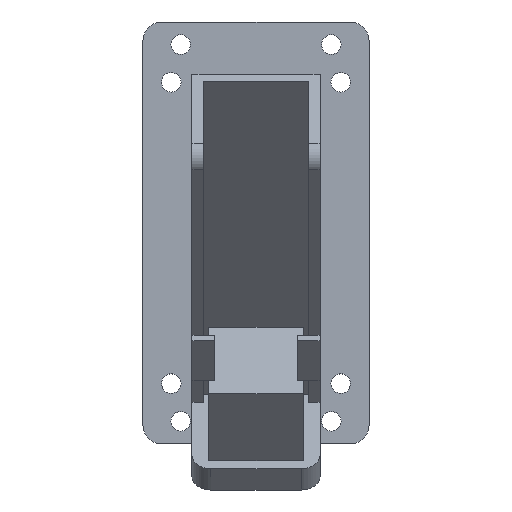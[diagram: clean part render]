
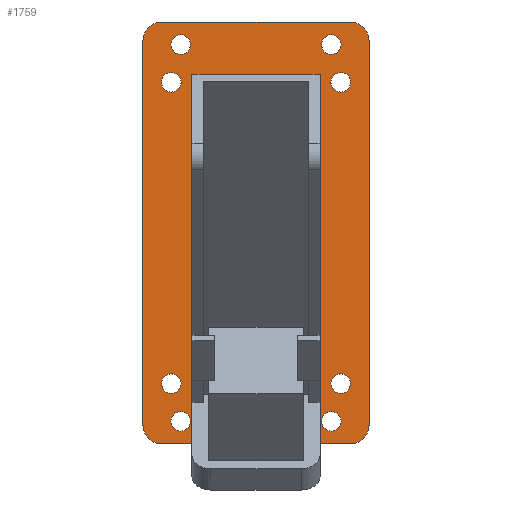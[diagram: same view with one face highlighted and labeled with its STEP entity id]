
A CAD part, top view. The second image highlights one B-rep face of the part: STEP entity #1759.
In plain terms, the highlighted planar face has unit normal (0, 0, 1).
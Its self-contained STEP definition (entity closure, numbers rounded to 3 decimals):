
#1759 = ADVANCED_FACE('',(#1760,#1830,#1841,#1852,#1863,#1874,#1885,
    #1896,#1930,#1941),#1952,.T.);
#1760 = FACE_BOUND('',#1761,.T.);
#1761 = EDGE_LOOP('',(#1762,#1772,#1781,#1789,#1798,#1806,#1815,#1823));
#1762 = ORIENTED_EDGE('',*,*,#1763,.F.);
#1763 = EDGE_CURVE('',#1764,#1766,#1768,.T.);
#1764 = VERTEX_POINT('',#1765);
#1765 = CARTESIAN_POINT('',(-56.,-25.,-20.));
#1766 = VERTEX_POINT('',#1767);
#1767 = CARTESIAN_POINT('',(-56.,25.,-20.));
#1768 = LINE('',#1769,#1770);
#1769 = CARTESIAN_POINT('',(-56.,-30.,-20.));
#1770 = VECTOR('',#1771,1.);
#1771 = DIRECTION('',(0.,1.,0.));
#1772 = ORIENTED_EDGE('',*,*,#1773,.T.);
#1773 = EDGE_CURVE('',#1764,#1774,#1776,.T.);
#1774 = VERTEX_POINT('',#1775);
#1775 = CARTESIAN_POINT('',(-51.,-30.,-20.));
#1776 = CIRCLE('',#1777,5.);
#1777 = AXIS2_PLACEMENT_3D('',#1778,#1779,#1780);
#1778 = CARTESIAN_POINT('',(-51.,-25.,-20.));
#1779 = DIRECTION('',(0.,-0.,1.));
#1780 = DIRECTION('',(0.,1.,0.));
#1781 = ORIENTED_EDGE('',*,*,#1782,.F.);
#1782 = EDGE_CURVE('',#1783,#1774,#1785,.T.);
#1783 = VERTEX_POINT('',#1784);
#1784 = CARTESIAN_POINT('',(51.,-30.,-20.));
#1785 = LINE('',#1786,#1787);
#1786 = CARTESIAN_POINT('',(56.,-30.,-20.));
#1787 = VECTOR('',#1788,1.);
#1788 = DIRECTION('',(-1.,0.,0.));
#1789 = ORIENTED_EDGE('',*,*,#1790,.T.);
#1790 = EDGE_CURVE('',#1783,#1791,#1793,.T.);
#1791 = VERTEX_POINT('',#1792);
#1792 = CARTESIAN_POINT('',(56.,-25.,-20.));
#1793 = CIRCLE('',#1794,5.);
#1794 = AXIS2_PLACEMENT_3D('',#1795,#1796,#1797);
#1795 = CARTESIAN_POINT('',(51.,-25.,-20.));
#1796 = DIRECTION('',(0.,-0.,1.));
#1797 = DIRECTION('',(0.,1.,0.));
#1798 = ORIENTED_EDGE('',*,*,#1799,.F.);
#1799 = EDGE_CURVE('',#1800,#1791,#1802,.T.);
#1800 = VERTEX_POINT('',#1801);
#1801 = CARTESIAN_POINT('',(56.,25.,-20.));
#1802 = LINE('',#1803,#1804);
#1803 = CARTESIAN_POINT('',(56.,30.,-20.));
#1804 = VECTOR('',#1805,1.);
#1805 = DIRECTION('',(0.,-1.,0.));
#1806 = ORIENTED_EDGE('',*,*,#1807,.F.);
#1807 = EDGE_CURVE('',#1808,#1800,#1810,.T.);
#1808 = VERTEX_POINT('',#1809);
#1809 = CARTESIAN_POINT('',(51.,30.,-20.));
#1810 = CIRCLE('',#1811,5.);
#1811 = AXIS2_PLACEMENT_3D('',#1812,#1813,#1814);
#1812 = CARTESIAN_POINT('',(51.,25.,-20.));
#1813 = DIRECTION('',(0.,0.,-1.));
#1814 = DIRECTION('',(0.,1.,0.));
#1815 = ORIENTED_EDGE('',*,*,#1816,.F.);
#1816 = EDGE_CURVE('',#1817,#1808,#1819,.T.);
#1817 = VERTEX_POINT('',#1818);
#1818 = CARTESIAN_POINT('',(-51.,30.,-20.));
#1819 = LINE('',#1820,#1821);
#1820 = CARTESIAN_POINT('',(-56.,30.,-20.));
#1821 = VECTOR('',#1822,1.);
#1822 = DIRECTION('',(1.,0.,0.));
#1823 = ORIENTED_EDGE('',*,*,#1824,.F.);
#1824 = EDGE_CURVE('',#1766,#1817,#1825,.T.);
#1825 = CIRCLE('',#1826,5.);
#1826 = AXIS2_PLACEMENT_3D('',#1827,#1828,#1829);
#1827 = CARTESIAN_POINT('',(-51.,25.,-20.));
#1828 = DIRECTION('',(0.,0.,-1.));
#1829 = DIRECTION('',(0.,1.,0.));
#1830 = FACE_BOUND('',#1831,.T.);
#1831 = EDGE_LOOP('',(#1832));
#1832 = ORIENTED_EDGE('',*,*,#1833,.T.);
#1833 = EDGE_CURVE('',#1834,#1834,#1836,.T.);
#1834 = VERTEX_POINT('',#1835);
#1835 = CARTESIAN_POINT('',(52.6,-20.,-20.));
#1836 = CIRCLE('',#1837,2.6);
#1837 = AXIS2_PLACEMENT_3D('',#1838,#1839,#1840);
#1838 = CARTESIAN_POINT('',(50.,-20.,-20.));
#1839 = DIRECTION('',(0.,0.,-1.));
#1840 = DIRECTION('',(1.,0.,0.));
#1841 = FACE_BOUND('',#1842,.T.);
#1842 = EDGE_LOOP('',(#1843));
#1843 = ORIENTED_EDGE('',*,*,#1844,.T.);
#1844 = EDGE_CURVE('',#1845,#1845,#1847,.T.);
#1845 = VERTEX_POINT('',#1846);
#1846 = CARTESIAN_POINT('',(42.6,-22.5,-20.));
#1847 = CIRCLE('',#1848,2.6);
#1848 = AXIS2_PLACEMENT_3D('',#1849,#1850,#1851);
#1849 = CARTESIAN_POINT('',(40.,-22.5,-20.));
#1850 = DIRECTION('',(0.,0.,-1.));
#1851 = DIRECTION('',(1.,0.,0.));
#1852 = FACE_BOUND('',#1853,.T.);
#1853 = EDGE_LOOP('',(#1854));
#1854 = ORIENTED_EDGE('',*,*,#1855,.T.);
#1855 = EDGE_CURVE('',#1856,#1856,#1858,.T.);
#1856 = VERTEX_POINT('',#1857);
#1857 = CARTESIAN_POINT('',(52.6,20.,-20.));
#1858 = CIRCLE('',#1859,2.6);
#1859 = AXIS2_PLACEMENT_3D('',#1860,#1861,#1862);
#1860 = CARTESIAN_POINT('',(50.,20.,-20.));
#1861 = DIRECTION('',(0.,0.,-1.));
#1862 = DIRECTION('',(1.,0.,0.));
#1863 = FACE_BOUND('',#1864,.T.);
#1864 = EDGE_LOOP('',(#1865));
#1865 = ORIENTED_EDGE('',*,*,#1866,.T.);
#1866 = EDGE_CURVE('',#1867,#1867,#1869,.T.);
#1867 = VERTEX_POINT('',#1868);
#1868 = CARTESIAN_POINT('',(42.6,22.5,-20.));
#1869 = CIRCLE('',#1870,2.6);
#1870 = AXIS2_PLACEMENT_3D('',#1871,#1872,#1873);
#1871 = CARTESIAN_POINT('',(40.,22.5,-20.));
#1872 = DIRECTION('',(0.,0.,-1.));
#1873 = DIRECTION('',(1.,0.,0.));
#1874 = FACE_BOUND('',#1875,.T.);
#1875 = EDGE_LOOP('',(#1876));
#1876 = ORIENTED_EDGE('',*,*,#1877,.T.);
#1877 = EDGE_CURVE('',#1878,#1878,#1880,.T.);
#1878 = VERTEX_POINT('',#1879);
#1879 = CARTESIAN_POINT('',(-37.4,-22.5,-20.));
#1880 = CIRCLE('',#1881,2.6);
#1881 = AXIS2_PLACEMENT_3D('',#1882,#1883,#1884);
#1882 = CARTESIAN_POINT('',(-40.,-22.5,-20.));
#1883 = DIRECTION('',(0.,0.,-1.));
#1884 = DIRECTION('',(1.,0.,0.));
#1885 = FACE_BOUND('',#1886,.T.);
#1886 = EDGE_LOOP('',(#1887));
#1887 = ORIENTED_EDGE('',*,*,#1888,.T.);
#1888 = EDGE_CURVE('',#1889,#1889,#1891,.T.);
#1889 = VERTEX_POINT('',#1890);
#1890 = CARTESIAN_POINT('',(-47.4,-20.,-20.));
#1891 = CIRCLE('',#1892,2.6);
#1892 = AXIS2_PLACEMENT_3D('',#1893,#1894,#1895);
#1893 = CARTESIAN_POINT('',(-50.,-20.,-20.));
#1894 = DIRECTION('',(0.,0.,-1.));
#1895 = DIRECTION('',(1.,0.,0.));
#1896 = FACE_BOUND('',#1897,.T.);
#1897 = EDGE_LOOP('',(#1898,#1908,#1916,#1924));
#1898 = ORIENTED_EDGE('',*,*,#1899,.F.);
#1899 = EDGE_CURVE('',#1900,#1902,#1904,.T.);
#1900 = VERTEX_POINT('',#1901);
#1901 = CARTESIAN_POINT('',(-42.,17.,-20.));
#1902 = VERTEX_POINT('',#1903);
#1903 = CARTESIAN_POINT('',(-42.,-17.,-20.));
#1904 = LINE('',#1905,#1906);
#1905 = CARTESIAN_POINT('',(-42.,17.,-20.));
#1906 = VECTOR('',#1907,1.);
#1907 = DIRECTION('',(0.,-1.,0.));
#1908 = ORIENTED_EDGE('',*,*,#1909,.F.);
#1909 = EDGE_CURVE('',#1910,#1900,#1912,.T.);
#1910 = VERTEX_POINT('',#1911);
#1911 = CARTESIAN_POINT('',(42.,17.,-20.));
#1912 = LINE('',#1913,#1914);
#1913 = CARTESIAN_POINT('',(42.,17.,-20.));
#1914 = VECTOR('',#1915,1.);
#1915 = DIRECTION('',(-1.,0.,0.));
#1916 = ORIENTED_EDGE('',*,*,#1917,.F.);
#1917 = EDGE_CURVE('',#1918,#1910,#1920,.T.);
#1918 = VERTEX_POINT('',#1919);
#1919 = CARTESIAN_POINT('',(42.,-17.,-20.));
#1920 = LINE('',#1921,#1922);
#1921 = CARTESIAN_POINT('',(42.,-17.,-20.));
#1922 = VECTOR('',#1923,1.);
#1923 = DIRECTION('',(0.,1.,0.));
#1924 = ORIENTED_EDGE('',*,*,#1925,.F.);
#1925 = EDGE_CURVE('',#1902,#1918,#1926,.T.);
#1926 = LINE('',#1927,#1928);
#1927 = CARTESIAN_POINT('',(-42.,-17.,-20.));
#1928 = VECTOR('',#1929,1.);
#1929 = DIRECTION('',(1.,0.,0.));
#1930 = FACE_BOUND('',#1931,.T.);
#1931 = EDGE_LOOP('',(#1932));
#1932 = ORIENTED_EDGE('',*,*,#1933,.T.);
#1933 = EDGE_CURVE('',#1934,#1934,#1936,.T.);
#1934 = VERTEX_POINT('',#1935);
#1935 = CARTESIAN_POINT('',(-37.4,22.5,-20.));
#1936 = CIRCLE('',#1937,2.6);
#1937 = AXIS2_PLACEMENT_3D('',#1938,#1939,#1940);
#1938 = CARTESIAN_POINT('',(-40.,22.5,-20.));
#1939 = DIRECTION('',(0.,0.,-1.));
#1940 = DIRECTION('',(1.,0.,0.));
#1941 = FACE_BOUND('',#1942,.T.);
#1942 = EDGE_LOOP('',(#1943));
#1943 = ORIENTED_EDGE('',*,*,#1944,.T.);
#1944 = EDGE_CURVE('',#1945,#1945,#1947,.T.);
#1945 = VERTEX_POINT('',#1946);
#1946 = CARTESIAN_POINT('',(-47.4,20.,-20.));
#1947 = CIRCLE('',#1948,2.6);
#1948 = AXIS2_PLACEMENT_3D('',#1949,#1950,#1951);
#1949 = CARTESIAN_POINT('',(-50.,20.,-20.));
#1950 = DIRECTION('',(0.,0.,-1.));
#1951 = DIRECTION('',(1.,0.,0.));
#1952 = PLANE('',#1953);
#1953 = AXIS2_PLACEMENT_3D('',#1954,#1955,#1956);
#1954 = CARTESIAN_POINT('',(0.,0.,-20.));
#1955 = DIRECTION('',(0.,0.,1.));
#1956 = DIRECTION('',(0.,1.,0.));
